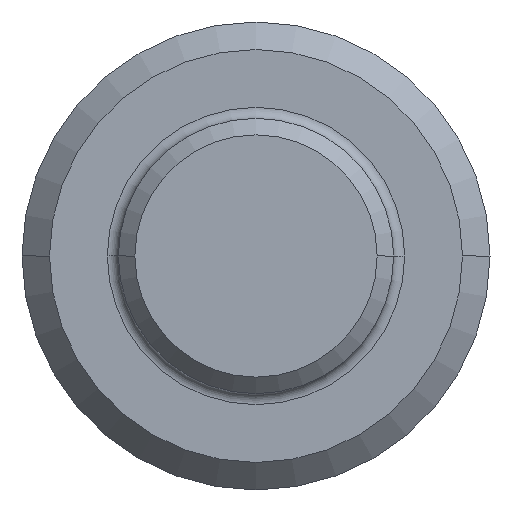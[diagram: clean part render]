
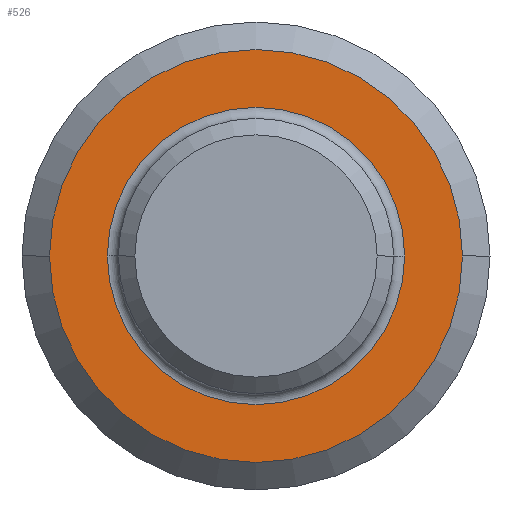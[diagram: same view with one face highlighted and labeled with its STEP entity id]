
A CAD part, front view. The second image highlights one B-rep face of the part: STEP entity #526.
In plain terms, the highlighted planar face has unit normal (0, -1, 0).
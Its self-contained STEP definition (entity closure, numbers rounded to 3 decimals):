
#5 = VERTEX_POINT ( 'NONE', #523 ) ;
#10 = EDGE_LOOP ( 'NONE', ( #257, #184 ) ) ;
#17 = CIRCLE ( 'NONE', #59, 3.75 ) ;
#18 = CARTESIAN_POINT ( 'NONE',  ( 0., 0., 0. ) ) ;
#25 = DIRECTION ( 'NONE',  ( 0., 1., 0. ) ) ;
#29 = CARTESIAN_POINT ( 'NONE',  ( 2.7, 0., 0. ) ) ;
#35 = AXIS2_PLACEMENT_3D ( 'NONE', #862, #790, #172 ) ;
#40 = CARTESIAN_POINT ( 'NONE',  ( 0., 0., 0. ) ) ;
#59 = AXIS2_PLACEMENT_3D ( 'NONE', #223, #74, #291 ) ;
#73 = EDGE_CURVE ( 'NONE', #5, #112, #477, .T. ) ;
#74 = DIRECTION ( 'NONE',  ( 0., -1., 0. ) ) ;
#83 = AXIS2_PLACEMENT_3D ( 'NONE', #40, #96, #156 ) ;
#96 = DIRECTION ( 'NONE',  ( 0., 1., 0. ) ) ;
#112 = VERTEX_POINT ( 'NONE', #29 ) ;
#127 = CIRCLE ( 'NONE', #83, 2.7 ) ;
#156 = DIRECTION ( 'NONE',  ( 1., 0., 0. ) ) ;
#166 = PLANE ( 'NONE',  #591 ) ;
#172 = DIRECTION ( 'NONE',  ( 1., 0., 0. ) ) ;
#181 = EDGE_CURVE ( 'NONE', #401, #753, #17, .T. ) ;
#184 = ORIENTED_EDGE ( 'NONE', *, *, #750, .T. ) ;
#203 = EDGE_LOOP ( 'NONE', ( #527, #468 ) ) ;
#223 = CARTESIAN_POINT ( 'NONE',  ( 0., 0., 0. ) ) ;
#237 = FACE_OUTER_BOUND ( 'NONE', #10, .T. ) ;
#257 = ORIENTED_EDGE ( 'NONE', *, *, #181, .T. ) ;
#291 = DIRECTION ( 'NONE',  ( 1., 0., 0. ) ) ;
#303 = CARTESIAN_POINT ( 'NONE',  ( -3.75, 0., 0. ) ) ;
#370 = DIRECTION ( 'NONE',  ( 1., 0., 0. ) ) ;
#376 = DIRECTION ( 'NONE',  ( 1., 0., 0. ) ) ;
#401 = VERTEX_POINT ( 'NONE', #303 ) ;
#436 = CARTESIAN_POINT ( 'NONE',  ( 2.5, 0., 0. ) ) ;
#468 = ORIENTED_EDGE ( 'NONE', *, *, #73, .T. ) ;
#477 = CIRCLE ( 'NONE', #677, 2.7 ) ;
#498 = EDGE_CURVE ( 'NONE', #112, #5, #127, .T. ) ;
#523 = CARTESIAN_POINT ( 'NONE',  ( -2.7, 0., 0. ) ) ;
#526 = ADVANCED_FACE ( 'NONE', ( #237, #593 ), #166, .T. ) ;
#527 = ORIENTED_EDGE ( 'NONE', *, *, #498, .T. ) ;
#591 = AXIS2_PLACEMENT_3D ( 'NONE', #436, #708, #376 ) ;
#593 = FACE_BOUND ( 'NONE', #203, .T. ) ;
#677 = AXIS2_PLACEMENT_3D ( 'NONE', #18, #25, #370 ) ;
#696 = CIRCLE ( 'NONE', #35, 3.75 ) ;
#708 = DIRECTION ( 'NONE',  ( 0., -1., 0. ) ) ;
#750 = EDGE_CURVE ( 'NONE', #753, #401, #696, .T. ) ;
#753 = VERTEX_POINT ( 'NONE', #866 ) ;
#790 = DIRECTION ( 'NONE',  ( 0., -1., 0. ) ) ;
#862 = CARTESIAN_POINT ( 'NONE',  ( 0., 0., 0. ) ) ;
#866 = CARTESIAN_POINT ( 'NONE',  ( 3.75, 0., 0. ) ) ;
